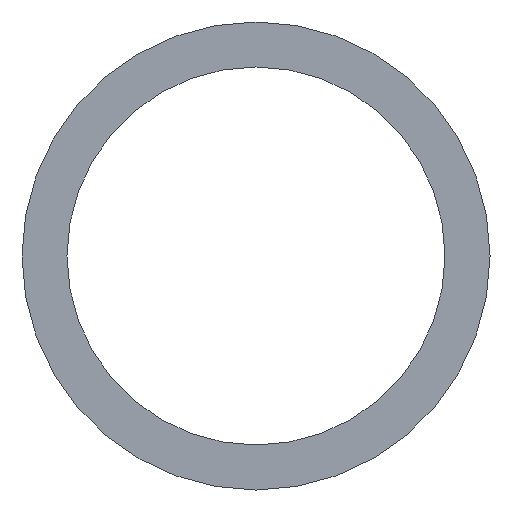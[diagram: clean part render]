
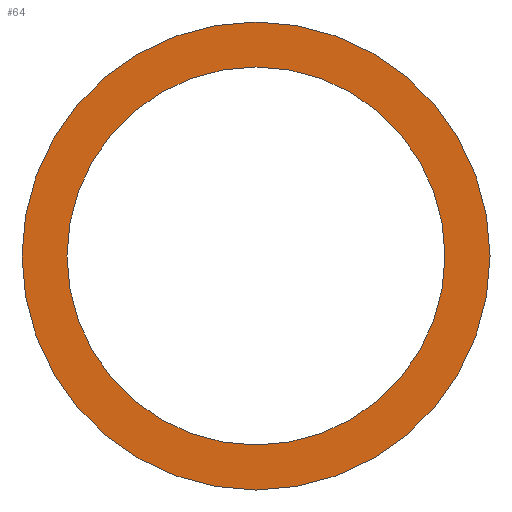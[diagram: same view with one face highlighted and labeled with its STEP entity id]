
A CAD part, front view. The second image highlights one B-rep face of the part: STEP entity #64.
In plain terms, the highlighted planar face has unit normal (0, -1, 0).
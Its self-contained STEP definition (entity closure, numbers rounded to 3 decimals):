
#24=FACE_BOUND('',#31,.T.);
#26=FACE_OUTER_BOUND('',#30,.T.);
#30=EDGE_LOOP('',(#50));
#31=EDGE_LOOP('',(#51));
#36=CIRCLE('',#92,5.2);
#37=CIRCLE('',#93,4.2);
#40=VERTEX_POINT('',#121);
#41=VERTEX_POINT('',#123);
#44=EDGE_CURVE('',#40,#40,#36,.T.);
#45=EDGE_CURVE('',#41,#41,#37,.T.);
#50=ORIENTED_EDGE('',*,*,#44,.T.);
#51=ORIENTED_EDGE('',*,*,#45,.T.);
#62=PLANE('',#91);
#64=ADVANCED_FACE('',(#26,#24),#62,.T.);
#91=AXIS2_PLACEMENT_3D('',#120,#101,#102);
#92=AXIS2_PLACEMENT_3D('',#122,#103,#104);
#93=AXIS2_PLACEMENT_3D('',#124,#105,#106);
#101=DIRECTION('center_axis',(0.,-1.,0.));
#102=DIRECTION('ref_axis',(0.,0.,-1.));
#103=DIRECTION('center_axis',(0.,-1.,0.));
#104=DIRECTION('ref_axis',(-1.,0.,0.));
#105=DIRECTION('center_axis',(0.,1.,0.));
#106=DIRECTION('ref_axis',(1.,0.,0.));
#120=CARTESIAN_POINT('Origin',(0.,0.,0.));
#121=CARTESIAN_POINT('',(5.2,0.,0.));
#122=CARTESIAN_POINT('Origin',(0.,0.,0.));
#123=CARTESIAN_POINT('',(-4.2,0.,0.));
#124=CARTESIAN_POINT('Origin',(0.,0.,0.));
